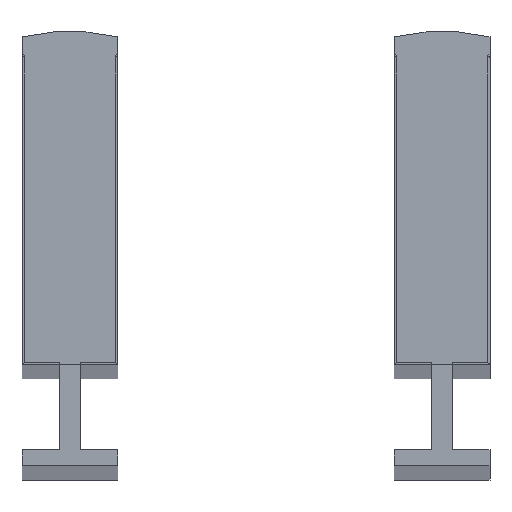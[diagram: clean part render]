
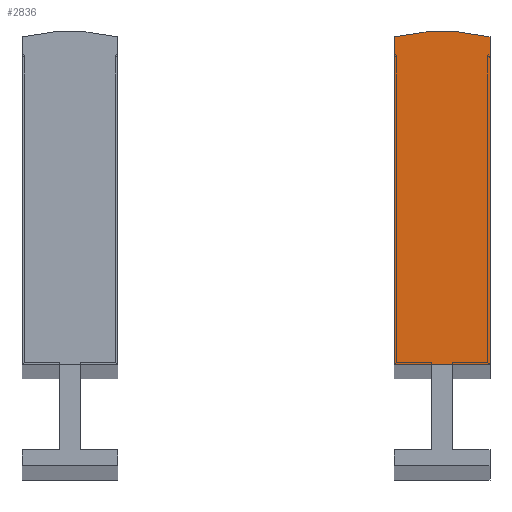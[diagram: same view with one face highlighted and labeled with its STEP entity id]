
A CAD part, top view. The second image highlights one B-rep face of the part: STEP entity #2836.
In plain terms, the highlighted planar face has unit normal (0, 0, 1).
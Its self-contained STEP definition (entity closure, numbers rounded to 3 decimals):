
#254=FACE_OUTER_BOUND($,#458,.T.);
#458=EDGE_LOOP($,(#2090,#2091,#2092,#2093));
#708=CIRCLE($,#3079,20.276);
#860=LINE($,#4404,#1110);
#863=LINE($,#4412,#1113);
#867=LINE($,#4419,#1117);
#1110=VECTOR($,#3507,30.8);
#1113=VECTOR($,#3516,30.8);
#1117=VECTOR($,#3524,9.);
#1357=VERTEX_POINT($,#4401);
#1358=VERTEX_POINT($,#4403);
#1359=VERTEX_POINT($,#4407);
#1360=VERTEX_POINT($,#4411);
#1650=EDGE_CURVE($,#1357,#1358,#860,.T.);
#1652=EDGE_CURVE($,#1358,#1359,#708,.T.);
#1654=EDGE_CURVE($,#1359,#1360,#863,.T.);
#1658=EDGE_CURVE($,#1360,#1357,#867,.T.);
#2090=ORIENTED_EDGE($,*,*,#1650,.F.);
#2091=ORIENTED_EDGE($,*,*,#1658,.F.);
#2092=ORIENTED_EDGE($,*,*,#1654,.F.);
#2093=ORIENTED_EDGE($,*,*,#1652,.F.);
#2725=PLANE($,#3082);
#2836=ADVANCED_FACE($,(#254),#2725,.T.);
#3079=AXIS2_PLACEMENT_3D($,#4408,#3511,#3512);
#3082=AXIS2_PLACEMENT_3D($,#4418,#3522,#3523);
#3507=DIRECTION($,(0.,1.,0.));
#3511=DIRECTION('center_axis',(0.,0.,-1.));
#3512=DIRECTION('ref_axis',(0.222,0.975,0.));
#3516=DIRECTION($,(0.,-1.,0.));
#3522=DIRECTION('center_axis',(0.,0.,1.));
#3523=DIRECTION('ref_axis',(1.,0.,0.));
#3524=DIRECTION($,(-1.,0.,0.));
#4401=CARTESIAN_POINT('',(2.05,12.5,777.5));
#4403=CARTESIAN_POINT('',(2.05,43.3,777.5));
#4404=CARTESIAN_POINT($,(2.05,12.5,777.5));
#4407=CARTESIAN_POINT('',(11.05,43.3,777.5));
#4408=CARTESIAN_POINT('Origin',(6.55,23.53,777.5));
#4411=CARTESIAN_POINT('',(11.05,12.5,777.5));
#4412=CARTESIAN_POINT($,(11.05,43.3,777.5));
#4418=CARTESIAN_POINT('Origin',(6.55,27.949,777.5));
#4419=CARTESIAN_POINT($,(11.05,12.5,777.5));
